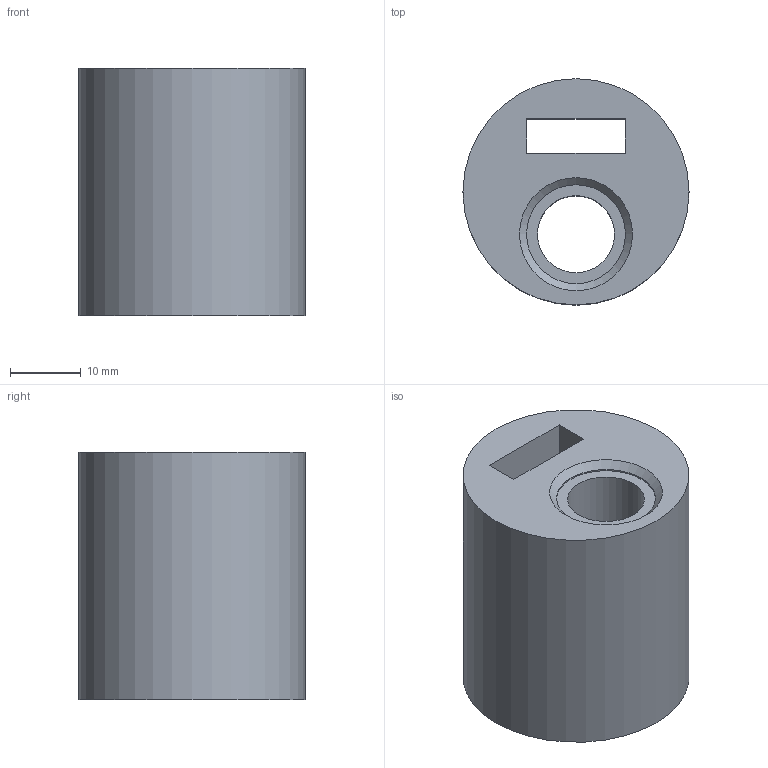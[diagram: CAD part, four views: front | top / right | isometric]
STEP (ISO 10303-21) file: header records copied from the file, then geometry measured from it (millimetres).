
FILE_DESCRIPTION(/* description */ ('STEP AP242','CAx-IF Rec.Pracs.---Representation and Presentation of Product Manufacturing Information (PMI)---4.0---2014-10-13','CAx-IF Rec.Pracs.---3D Tessellated Geometry---0.4---2014-09-14','2;1'),/* implementation_level */ '2;1');
FILE_NAME(/* name */ '64f11bc64c96564cfd473335',/* time_stamp */ '2023-08-31T23:01:26Z',/* author */ (''),/* organization */ (''),/* preprocessor_version */ 'ST-DEVELOPER v19.4',/* originating_system */ ' ',/* authorisation */ ' ');
FILE_SCHEMA (('AP242_MANAGED_MODEL_BASED_3D_ENGINEERING_MIM_LF { 1 0 10303 442 1 1 4 }'));
Length unit declared in the file: metre
Products named in the file (1): Part 1
Bounding box: 32 x 32 x 35 mm (x, y, z)
Volume: 22385.9 mm3; surface area: 7312 mm2
Topology: 1 solids, 1 shells, 11 faces, 23 edges, 15 vertices
Faces by surface type: plane 7, cylinder 3, cone 1
Full cylindrical faces by diameter (mm): 10.9 x1, 14 x1, 32 x1
Entity records: 306 total; most frequent: DIRECTION 50, CARTESIAN_POINT 46, ORIENTED_EDGE 38, EDGE_LOOP 20, FACE_BOUND 20, EDGE_CURVE 19, AXIS2_PLACEMENT_3D 19, VERTEX_POINT 15
